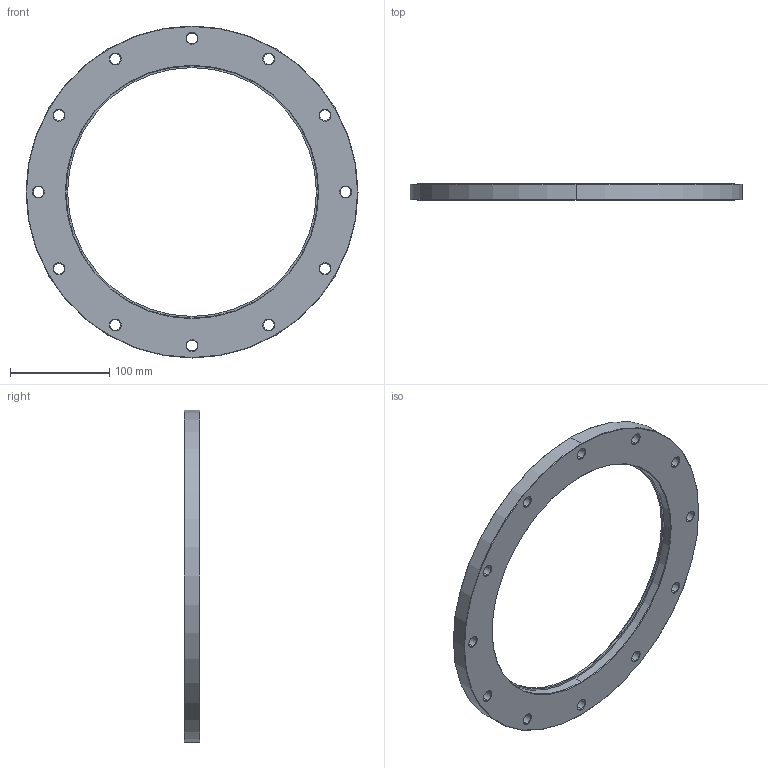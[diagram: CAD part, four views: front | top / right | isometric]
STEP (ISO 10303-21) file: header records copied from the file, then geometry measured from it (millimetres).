
FILE_DESCRIPTION (( 'STEP AP214' ), '1' );
FILE_NAME ('Hositrad_ISO-F250-254.STEP', '2016-07-11T15:36:01', ( '' ), ( '' ), 'SwSTEP 2.0', 'SolidWorks 2016', '' );
FILE_SCHEMA (( 'AUTOMOTIVE_DESIGN' ));
Length unit declared in the file: millimetre
Products named in the file (1): Hositrad_ISO-F250-254
Bounding box: 335 x 16 x 335 mm (x, y, z)
Volume: 568232.2 mm3; surface area: 110272.9 mm2
Topology: 1 solids, 1 shells, 92 faces, 208 edges, 120 vertices
Faces by surface type: cone 56, cylinder 32, plane 4
Entity records: 2650 total; most frequent: DIRECTION 514, CARTESIAN_POINT 421, ORIENTED_EDGE 416, AXIS2_PLACEMENT_3D 213, EDGE_CURVE 208, EDGE_LOOP 120, VERTEX_POINT 120, CIRCLE 120
